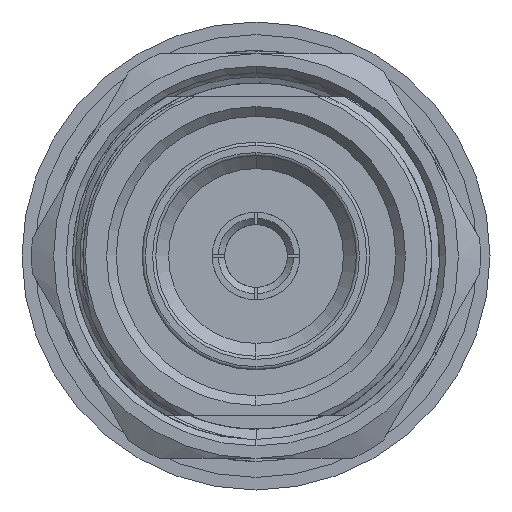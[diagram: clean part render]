
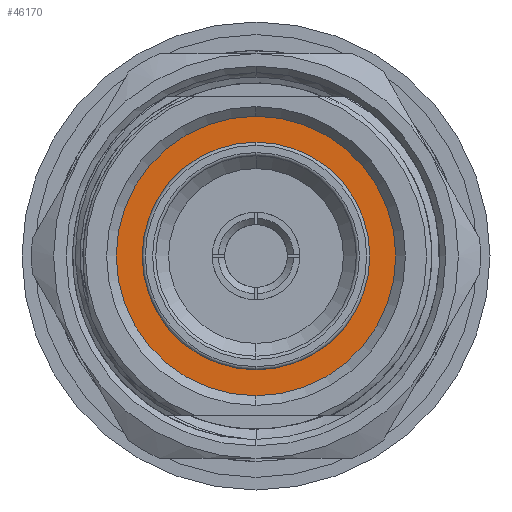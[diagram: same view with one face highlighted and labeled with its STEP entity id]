
A CAD part, left-side view. The second image highlights one B-rep face of the part: STEP entity #46170.
In plain terms, the highlighted planar face has unit normal (-1, 0, 0).
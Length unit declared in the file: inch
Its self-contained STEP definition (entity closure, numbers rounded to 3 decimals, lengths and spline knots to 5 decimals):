
#1002 = CIRCLE ( 'NONE', #23410, 0.43504 ) ;
#1582 = DIRECTION ( 'NONE',  ( -1., 0., 0. ) ) ;
#4151 = CARTESIAN_POINT ( 'NONE',  ( 0.3189, 0., 0. ) ) ;
#6715 = VERTEX_POINT ( 'NONE', #56025 ) ;
#7368 = DIRECTION ( 'NONE',  ( 0., 0., 1. ) ) ;
#8025 = AXIS2_PLACEMENT_3D ( 'NONE', #4151, #77789, #52770 ) ;
#9085 = AXIS2_PLACEMENT_3D ( 'NONE', #32035, #39211, #7368 ) ;
#11685 = DIRECTION ( 'NONE',  ( -1., 0., 0. ) ) ;
#11794 = ORIENTED_EDGE ( 'NONE', *, *, #37228, .F. ) ;
#13714 = CARTESIAN_POINT ( 'NONE',  ( 0.3189, 0., -0.43504 ) ) ;
#23410 = AXIS2_PLACEMENT_3D ( 'NONE', #94254, #11685, #69564 ) ;
#23475 = CARTESIAN_POINT ( 'NONE',  ( 0.3189, 0., -0.35433 ) ) ;
#23960 = ORIENTED_EDGE ( 'NONE', *, *, #59687, .T. ) ;
#25172 = EDGE_LOOP ( 'NONE', ( #23960, #92794 ) ) ;
#28729 = CIRCLE ( 'NONE', #77458, 0.35433 ) ;
#30159 = EDGE_CURVE ( 'NONE', #33211, #82387, #99951, .T. ) ;
#30475 = CARTESIAN_POINT ( 'NONE',  ( 0.3189, 0., 0.43504 ) ) ;
#30634 = ORIENTED_EDGE ( 'NONE', *, *, #95265, .F. ) ;
#32035 = CARTESIAN_POINT ( 'NONE',  ( 0.3189, 0., 0. ) ) ;
#33211 = VERTEX_POINT ( 'NONE', #13714 ) ;
#34484 = CARTESIAN_POINT ( 'NONE',  ( 0.3189, 0., 0. ) ) ;
#37228 = EDGE_CURVE ( 'NONE', #6715, #104275, #70402, .T. ) ;
#39211 = DIRECTION ( 'NONE',  ( -1., 0., 0. ) ) ;
#46170 = ADVANCED_FACE ( 'NONE', ( #68947, #76776 ), #84962, .T. ) ;
#52770 = DIRECTION ( 'NONE',  ( 0., 0., 1. ) ) ;
#53550 = DIRECTION ( 'NONE',  ( -1., 0., 0. ) ) ;
#56025 = CARTESIAN_POINT ( 'NONE',  ( 0.3189, 0., 0.35433 ) ) ;
#56045 = EDGE_LOOP ( 'NONE', ( #30634, #11794 ) ) ;
#59687 = EDGE_CURVE ( 'NONE', #82387, #33211, #1002, .T. ) ;
#61777 = DIRECTION ( 'NONE',  ( 0., 0., 1. ) ) ;
#66646 = DIRECTION ( 'NONE',  ( 0., 0., 1. ) ) ;
#68947 = FACE_OUTER_BOUND ( 'NONE', #25172, .T. ) ;
#69564 = DIRECTION ( 'NONE',  ( 0., 0., 1. ) ) ;
#70402 = CIRCLE ( 'NONE', #9085, 0.35433 ) ;
#74578 = AXIS2_PLACEMENT_3D ( 'NONE', #34484, #1582, #66646 ) ;
#76776 = FACE_BOUND ( 'NONE', #56045, .T. ) ;
#77458 = AXIS2_PLACEMENT_3D ( 'NONE', #102518, #53550, #61777 ) ;
#77789 = DIRECTION ( 'NONE',  ( -1., 0., 0. ) ) ;
#82387 = VERTEX_POINT ( 'NONE', #30475 ) ;
#84962 = PLANE ( 'NONE',  #8025 ) ;
#92794 = ORIENTED_EDGE ( 'NONE', *, *, #30159, .T. ) ;
#94254 = CARTESIAN_POINT ( 'NONE',  ( 0.3189, 0., 0. ) ) ;
#95265 = EDGE_CURVE ( 'NONE', #104275, #6715, #28729, .T. ) ;
#99951 = CIRCLE ( 'NONE', #74578, 0.43504 ) ;
#102518 = CARTESIAN_POINT ( 'NONE',  ( 0.3189, 0., 0. ) ) ;
#104275 = VERTEX_POINT ( 'NONE', #23475 ) ;
